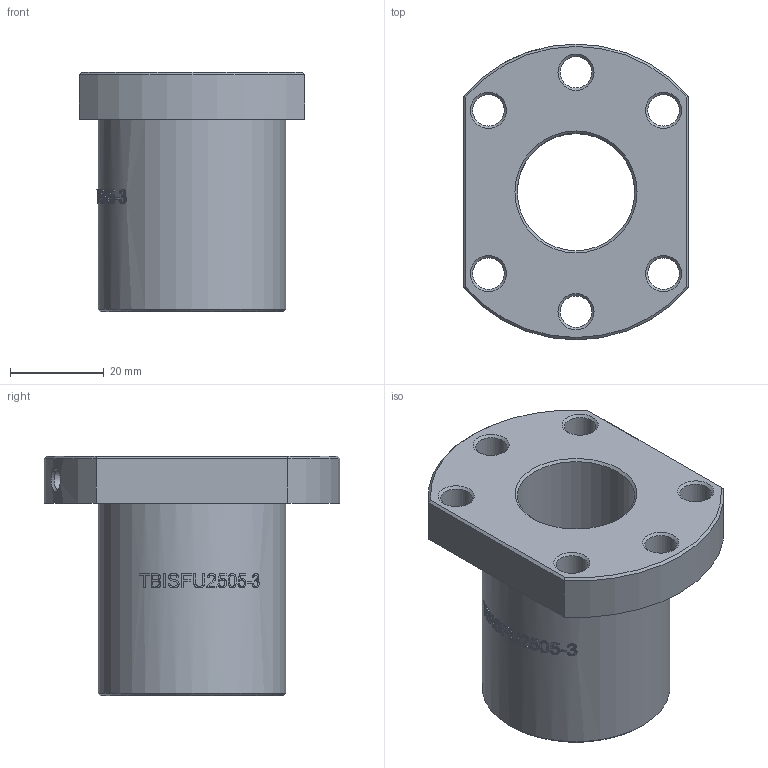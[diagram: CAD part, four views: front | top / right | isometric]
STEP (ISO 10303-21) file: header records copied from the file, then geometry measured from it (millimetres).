
FILE_DESCRIPTION(/* description */ (''),/* implementation_level */ '2;1');
FILE_NAME(/* name */ 'SFU2505-4.stp',/* time_stamp */ '2020-03-06T13:03:56+08:00',/* author */ (''),/* organization */ (''),/* preprocessor_version */ 'ST-DEVELOPER v16',/* originating_system */ 'SIEMENS PLM Software NX 10.0',/* authorisation */ '');
FILE_SCHEMA (('AUTOMOTIVE_DESIGN { 1 0 10303 214 3 1 1 1 }'));
Length unit declared in the file: millimetre
Products named in the file (1): DELL2854BF2Br0gc
Bounding box: 48 x 63 x 51 mm (x, y, z)
Volume: 51102.8 mm3; surface area: 16316.8 mm2
Topology: 1 solids, 1 shells, 192 faces, 507 edges, 334 vertices
Faces by surface type: extrusion 87, plane 76, cylinder 15, cone 13, bspline 1
Full cylindrical faces by diameter (mm): 4 x1, 5.2 x1, 6.7 x6, 25 x1, 40 x1
Entity records: 7672 total; most frequent: CARTESIAN_POINT 3374, ORIENTED_EDGE 960, DIRECTION 613, EDGE_CURVE 480, VERTEX_POINT 330, B_SPLINE_CURVE_WITH_KNOTS 323, VECTOR 259, EDGE_LOOP 245
